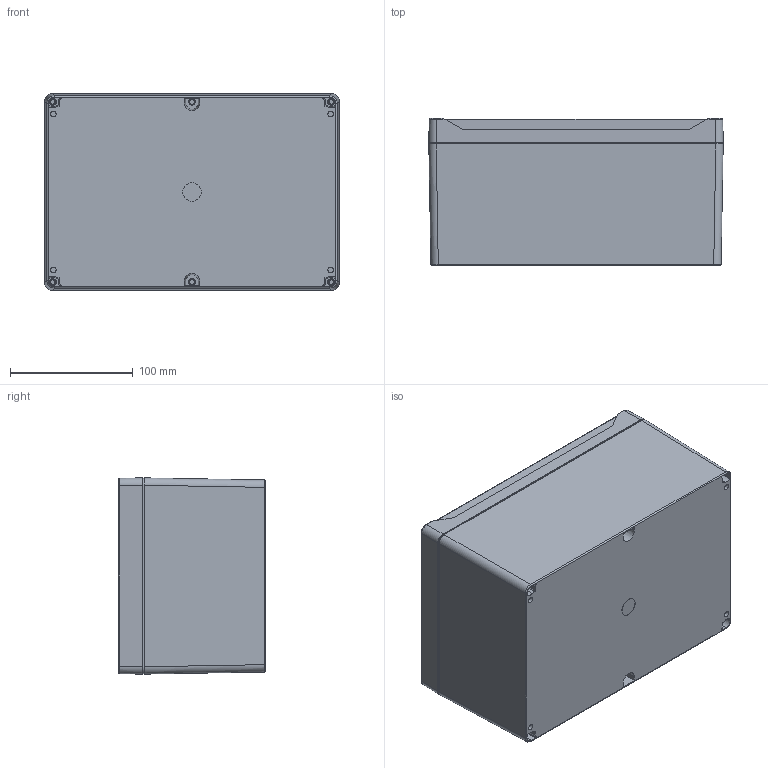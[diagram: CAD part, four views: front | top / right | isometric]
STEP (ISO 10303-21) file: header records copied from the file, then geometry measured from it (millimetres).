
FILE_DESCRIPTION (( 'STEP AP214' ), '1' );
FILE_NAME ('1555VB2GY.STEP', '2020-11-07T21:05:27', ( '' ), ( '' ), 'SwSTEP 2.0', 'SolidWorks 2019', '' );
FILE_SCHEMA (( 'AUTOMOTIVE_DESIGN' ));
Length unit declared in the file: inch
Products named in the file (1): 1555VB2GY
Bounding box: 240 x 120 x 160 mm (x, y, z)
Volume: 590592.3 mm3; surface area: 398564 mm2
Topology: 19 solids, 19 shells, 2827 faces, 7546 edges, 4949 vertices
Faces by surface type: plane 1281, bspline 683, cylinder 493, cone 370
Full cylindrical faces by diameter (mm): 2.464 x4, 3 x1, 3.251 x6, 3.48 x6, 3.81 x12, 3.85 x6, 3.912 x4, 5.334 x6, 5.537 x12, 5.61 x5, 6.35 x12, 6.5 x5, 6.9 x6, 7 x1, 15 x1
Entity records: 143683 total; most frequent: CARTESIAN_POINT 42318, ORIENTED_EDGE 14572, DIRECTION 10961, EDGE_CURVE 7286, VERTEX_POINT 4891, VECTOR 3817, LINE 3817, AXIS2_PLACEMENT_3D 3572
